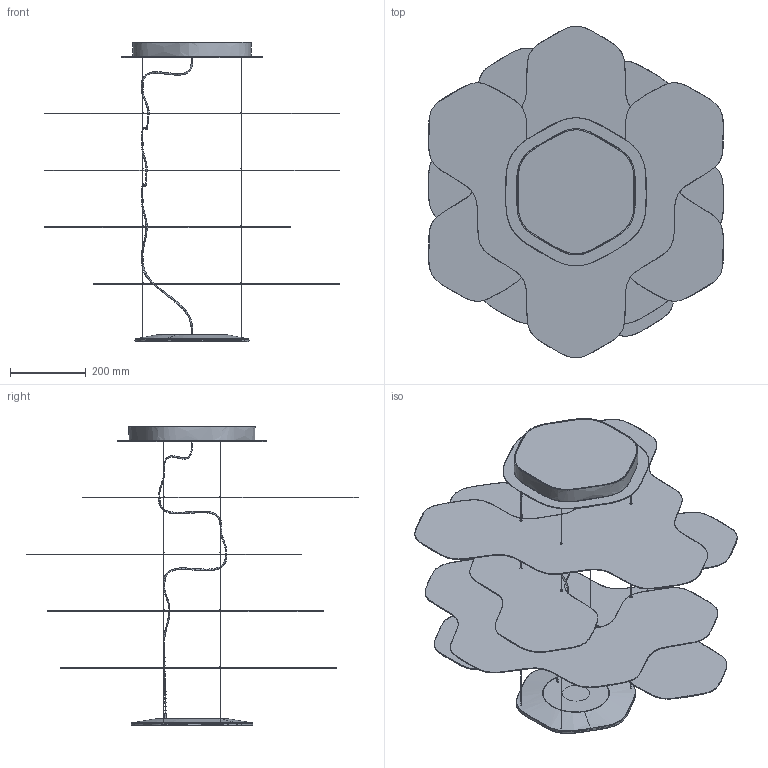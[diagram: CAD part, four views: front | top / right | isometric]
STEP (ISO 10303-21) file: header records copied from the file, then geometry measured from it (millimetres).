
FILE_DESCRIPTION(/* description */ (''),/* implementation_level */ '2;1');
FILE_NAME(/* name */ 'Space Cloud',/* time_stamp */ '2016-07-06T17:04:38+02:00',/* author */ (''),/* organization */ (''),/* preprocessor_version */ 'ST-DEVELOPER v15',/* originating_system */ '',/* authorisation */ '');
FILE_SCHEMA (('AUTOMOTIVE_DESIGN'));
Length unit declared in the file: millimetre
Products named in the file (24): Document; Y104002850_-; Blocco 70; Blocco 71; Blocco 72; Blocco 73; Y102010406_A; Blocco 16; Y102010405_A; Blocco 64; Y104002849_-; Blocco 65; Blocco 66; Blocco 67; Blocco 68; Blocco 69; Blocco 145; Y303000430_-; Blocco 10; Y104002851_-; Blocco 74; Blocco 75; Blocco 76; Blocco 77
Assembly tree (26 placements, depth 3):
  Document
    Y104002850_-
      Blocco 70
      Blocco 71
      Blocco 72
      Blocco 73
    Y102010406_A  x2
      Blocco 16
    Y102010405_A  x2
      Blocco 64
    Y104002849_-  x2
      Blocco 65
      Blocco 66
      Blocco 67
      Blocco 68
      Blocco 69
    Blocco 145
    Y303000430_-
      Blocco 10
    Y104002851_-
      Blocco 74
      Blocco 75
      Blocco 76
      Blocco 77
Bounding box: 779.34 x 876.63 x 792 mm (x, y, z)
Surface area: 2664321.3 mm2 (no closed solid volume)
Topology: 0 solids, 338 shells, 601 faces, 2225 edges, 1685 vertices
Faces by surface type: bspline 542, plane 59
Entity records: 44752 total; most frequent: CARTESIAN_POINT 35139, ORIENTED_EDGE 2503, EDGE_CURVE 2019, VERTEX_POINT 1537, EDGE_LOOP 573, ADVANCED_FACE 542, FACE_OUTER_BOUND 542, PRESENTATION_LAYER_ASSIGNMENT 301
